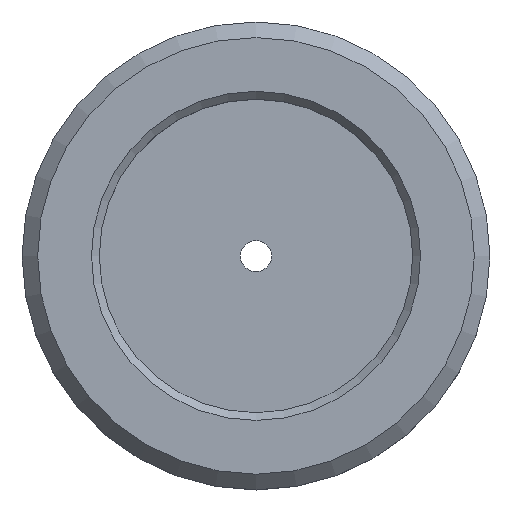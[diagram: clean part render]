
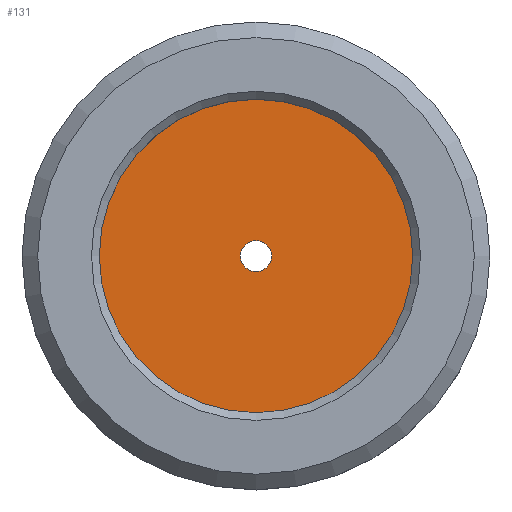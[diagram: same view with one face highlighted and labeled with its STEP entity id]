
A CAD part, top view. The second image highlights one B-rep face of the part: STEP entity #131.
In plain terms, the highlighted planar face has unit normal (0, 0, 1).
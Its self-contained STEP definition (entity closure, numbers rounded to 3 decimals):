
#20=FACE_BOUND('',#44,.T.);
#23=PLANE('',#163);
#32=FACE_OUTER_BOUND('',#43,.T.);
#43=EDGE_LOOP('',(#118));
#44=EDGE_LOOP('',(#119));
#60=CIRCLE('',#152,10.05);
#65=CIRCLE('',#162,1.);
#69=VERTEX_POINT('',#219);
#74=VERTEX_POINT('',#238);
#80=EDGE_CURVE('',#69,#69,#60,.T.);
#89=EDGE_CURVE('',#74,#74,#65,.T.);
#118=ORIENTED_EDGE('',*,*,#80,.T.);
#119=ORIENTED_EDGE('',*,*,#89,.T.);
#131=ADVANCED_FACE('',(#32,#20),#23,.T.);
#152=AXIS2_PLACEMENT_3D('',#221,#180,#181);
#162=AXIS2_PLACEMENT_3D('',#240,#204,#205);
#163=AXIS2_PLACEMENT_3D('',#241,#206,#207);
#180=DIRECTION('center_axis',(0.,0.,1.));
#181=DIRECTION('ref_axis',(1.,0.,0.));
#204=DIRECTION('center_axis',(0.,0.,-1.));
#205=DIRECTION('ref_axis',(1.,0.,0.));
#206=DIRECTION('center_axis',(0.,0.,1.));
#207=DIRECTION('ref_axis',(1.,0.,0.));
#219=CARTESIAN_POINT('',(-10.05,40.,0.));
#221=CARTESIAN_POINT('Origin',(0.,40.,0.));
#238=CARTESIAN_POINT('',(-1.,40.,0.));
#240=CARTESIAN_POINT('Origin',(0.,40.,0.));
#241=CARTESIAN_POINT('Origin',(0.,40.,0.));
